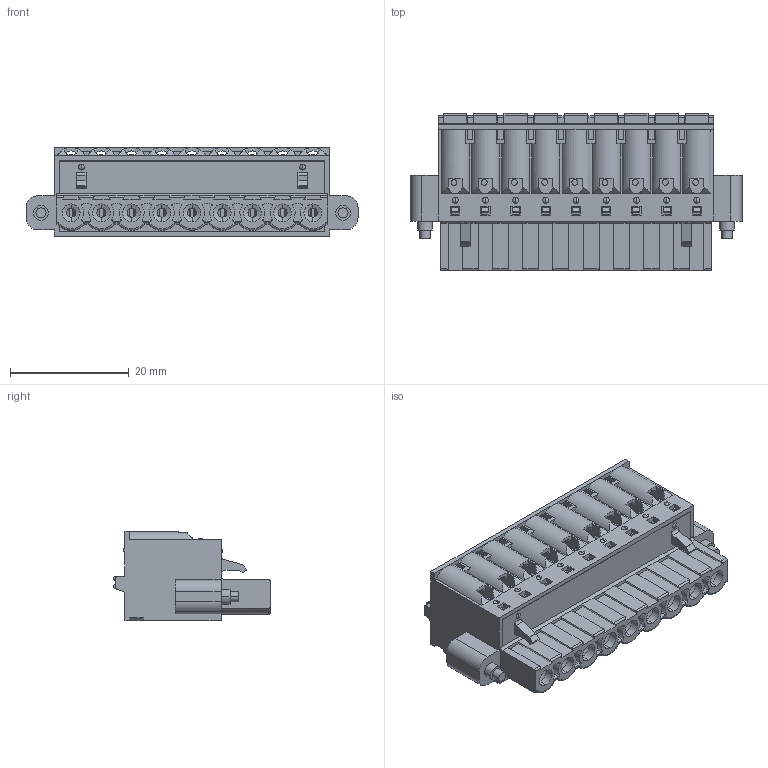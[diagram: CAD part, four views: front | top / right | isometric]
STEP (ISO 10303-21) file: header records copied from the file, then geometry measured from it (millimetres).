
FILE_DESCRIPTION( ('This file contains a STEP AP42 implementation' ,'as created by ZW3D STEP Interface translator.') ,'2;1' );
FILE_NAME( 'PF508S-1F09ASMW1N.stp' ,'231128.15 735', (''), ('ZWCAD Software Co.'), 'Version 1.0', 'ZW3D to STEP translator', '' );
FILE_SCHEMA(('AUTOMOTIVE_DESIGN { 1 0 10303 214 1 1 1 1 }'));
Length unit declared in the file: millimetre
Products named in the file (2): 0; PF508S-1F09ASMW1N
Bounding box: 55.84 x 26.4 x 15 mm (x, y, z)
Volume: 7520.2 mm3; surface area: 20067 mm2
Topology: 1 solids, 1 shells, 3699 faces, 9518 edges, 5777 vertices
Faces by surface type: plane 2453, cylinder 1055, torus 81, bspline 54, cone 34, sphere 22
Full cylindrical faces by diameter (mm): 4 x1
Entity records: 117137 total; most frequent: CARTESIAN_POINT 22640, ORIENTED_EDGE 19036, DIRECTION 18805, EDGE_CURVE 9518, VECTOR 7107, LINE 7107, AXIS2_PLACEMENT_3D 5849, VERTEX_POINT 5777
